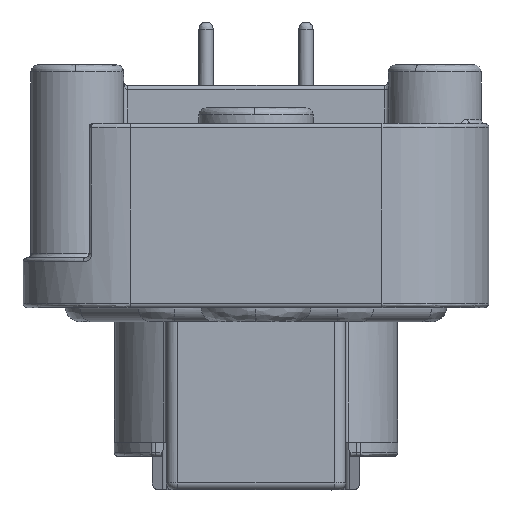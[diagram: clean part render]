
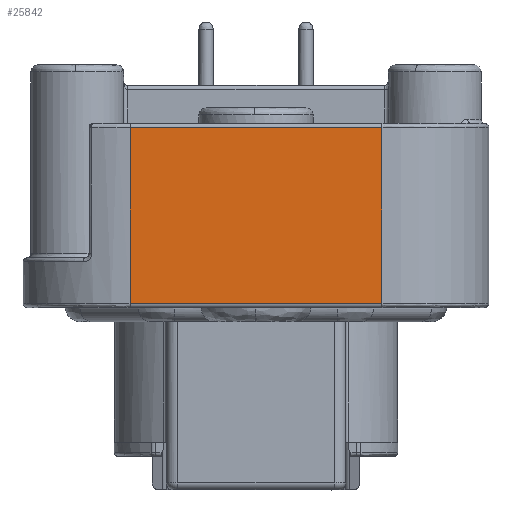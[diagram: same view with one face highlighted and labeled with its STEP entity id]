
A CAD part, front view. The second image highlights one B-rep face of the part: STEP entity #25842.
In plain terms, the highlighted planar face has unit normal (0, -1, 0).
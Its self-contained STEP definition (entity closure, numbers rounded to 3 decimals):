
#979 = EDGE_LOOP ( 'NONE', ( #22340, #14163, #17142, #23190 ) ) ;
#3202 = LINE ( 'NONE', #30271, #40380 ) ;
#6442 = DIRECTION ( 'NONE',  ( 0., 0., 1. ) ) ;
#9300 = LINE ( 'NONE', #43713, #37114 ) ;
#9320 = VERTEX_POINT ( 'NONE', #37330 ) ;
#10147 = PLANE ( 'NONE',  #16813 ) ;
#10314 = DIRECTION ( 'NONE',  ( 0., -1., 0. ) ) ;
#13925 = VERTEX_POINT ( 'NONE', #18393 ) ;
#14163 = ORIENTED_EDGE ( 'NONE', *, *, #46609, .F. ) ;
#14520 = CARTESIAN_POINT ( 'NONE',  ( -16.55, -30.48, 22.65 ) ) ;
#14831 = EDGE_CURVE ( 'NONE', #13925, #39358, #26327, .T. ) ;
#15978 = VERTEX_POINT ( 'NONE', #41870 ) ;
#16813 = AXIS2_PLACEMENT_3D ( 'NONE', #14520, #10314, #49228 ) ;
#17142 = ORIENTED_EDGE ( 'NONE', *, *, #14831, .T. ) ;
#17468 = CARTESIAN_POINT ( 'NONE',  ( 8.95, -30.48, 22.65 ) ) ;
#18336 = DIRECTION ( 'NONE',  ( -1., 0., 0. ) ) ;
#18393 = CARTESIAN_POINT ( 'NONE',  ( 8.95, -30.48, 9.85 ) ) ;
#18597 = EDGE_CURVE ( 'NONE', #39358, #15978, #3202, .T. ) ;
#20588 = EDGE_CURVE ( 'NONE', #15978, #9320, #9300, .T. ) ;
#22340 = ORIENTED_EDGE ( 'NONE', *, *, #20588, .T. ) ;
#22507 = CARTESIAN_POINT ( 'NONE',  ( 8.95, -30.48, 22.35 ) ) ;
#23190 = ORIENTED_EDGE ( 'NONE', *, *, #18597, .T. ) ;
#23765 = CARTESIAN_POINT ( 'NONE',  ( 9.139, -30.48, 9.85 ) ) ;
#25842 = ADVANCED_FACE ( 'NONE', ( #29505 ), #10147, .T. ) ;
#26327 = LINE ( 'NONE', #17468, #38982 ) ;
#28220 = DIRECTION ( 'NONE',  ( 0., 0., -1. ) ) ;
#29505 = FACE_OUTER_BOUND ( 'NONE', #979, .T. ) ;
#30271 = CARTESIAN_POINT ( 'NONE',  ( -16.55, -30.48, 22.35 ) ) ;
#34617 = VECTOR ( 'NONE', #38935, 1000. ) ;
#37114 = VECTOR ( 'NONE', #28220, 1000. ) ;
#37330 = CARTESIAN_POINT ( 'NONE',  ( -8.95, -30.48, 9.85 ) ) ;
#37679 = LINE ( 'NONE', #23765, #34617 ) ;
#38935 = DIRECTION ( 'NONE',  ( -1., 0., 0. ) ) ;
#38982 = VECTOR ( 'NONE', #6442, 1000. ) ;
#39358 = VERTEX_POINT ( 'NONE', #22507 ) ;
#40380 = VECTOR ( 'NONE', #18336, 1000. ) ;
#41870 = CARTESIAN_POINT ( 'NONE',  ( -8.95, -30.48, 22.35 ) ) ;
#43713 = CARTESIAN_POINT ( 'NONE',  ( -8.95, -30.48, 22.65 ) ) ;
#46609 = EDGE_CURVE ( 'NONE', #13925, #9320, #37679, .T. ) ;
#49228 = DIRECTION ( 'NONE',  ( 0., 0., -1. ) ) ;
